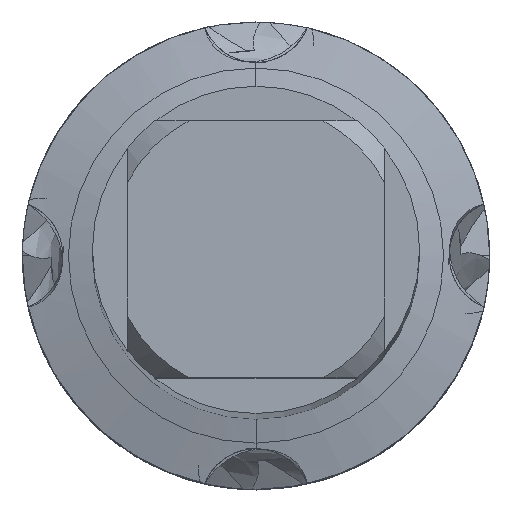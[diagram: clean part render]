
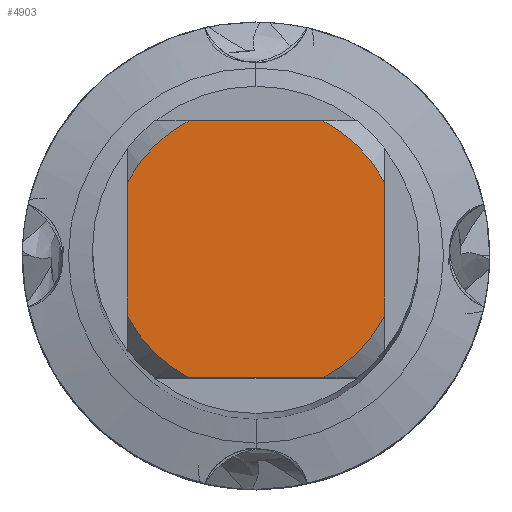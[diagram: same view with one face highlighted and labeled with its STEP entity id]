
A CAD part, top view. The second image highlights one B-rep face of the part: STEP entity #4903.
In plain terms, the highlighted planar face has unit normal (0, 0, 1).
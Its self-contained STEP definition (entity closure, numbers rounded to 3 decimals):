
#1929=VERTEX_POINT('',#5733);
#2233=EDGE_CURVE('',#5443,#4905,#6056,.T.);
#2389=VERTEX_POINT('',#6219);
#2597=EDGE_CURVE('',#2389,#1929,#6450,.T.);
#2819=VERTEX_POINT('',#6697);
#2977=EDGE_CURVE('',#2819,#4905,#6873,.T.);
#3259=VERTEX_POINT('',#7178);
#3783=EDGE_CURVE('',#3259,#1929,#7758,.T.);
#4127=EDGE_CURVE('',#2389,#4909,#8137,.T.);
#4609=EDGE_CURVE('',#3259,#5511,#8656,.T.);
#4903=ADVANCED_FACE('',(#8972),#8973,.T.);
#4905=VERTEX_POINT('',#8975);
#4909=VERTEX_POINT('',#8979);
#4919=EDGE_CURVE('',#2819,#5511,#8992,.T.);
#4979=EDGE_CURVE('',#5443,#4909,#9056,.T.);
#5443=VERTEX_POINT('',#9550);
#5511=VERTEX_POINT('',#9626);
#5733=CARTESIAN_POINT('',(2.75,1.431,0.0));
#6056=LINE('',#10771,#10772);
#6219=CARTESIAN_POINT('',(1.431,2.75,0.0));
#6450=CIRCLE('',#11820,3.1);
#6697=CARTESIAN_POINT('',(-1.431,-2.75,0.0));
#6873=CIRCLE('',#12751,3.1);
#7178=CARTESIAN_POINT('',(2.75,-1.431,0.0));
#7758=LINE('',#15975,#15976);
#8137=LINE('',#16834,#16835);
#8656=CIRCLE('',#18647,3.1);
#8972=FACE_OUTER_BOUND('',#19655,.T.);
#8973=PLANE('',#19656);
#8975=CARTESIAN_POINT('',(-2.75,-1.431,0.0));
#8979=CARTESIAN_POINT('',(-1.431,2.75,0.0));
#8992=LINE('',#19697,#19698);
#9056=CIRCLE('',#19884,3.1);
#9550=CARTESIAN_POINT('',(-2.75,1.431,0.0));
#9626=CARTESIAN_POINT('',(1.431,-2.75,0.0));
#10771=CARTESIAN_POINT('',(-2.75,0.775,0.0));
#10772=VECTOR('',#22504,1.0);
#11820=AXIS2_PLACEMENT_3D('',#22877,#22878,#22879);
#12751=AXIS2_PLACEMENT_3D('',#23368,#23369,#23370);
#15975=CARTESIAN_POINT('',(2.75,0.775,0.0));
#15976=VECTOR('',#24499,1.0);
#16834=CARTESIAN_POINT('',(0.0,2.75,0.0));
#16835=VECTOR('',#24877,1.0);
#18647=AXIS2_PLACEMENT_3D('',#25363,#25364,#25365);
#19655=EDGE_LOOP('',(#25746,#25747,#25748,#25749,#25750,#25751,#25752,#25753));
#19656=AXIS2_PLACEMENT_3D('',#25754,#25755,#25756);
#19697=CARTESIAN_POINT('',(0.0,-2.75,0.0));
#19698=VECTOR('',#25790,1.0);
#19884=AXIS2_PLACEMENT_3D('',#25858,#25859,#25860);
#22504=DIRECTION('',(-0.0,-1.0,0.0));
#22877=CARTESIAN_POINT('',(0.0,0.0,0.0));
#22878=DIRECTION('',(0.0,0.0,-1.0));
#22879=DIRECTION('',(0.0,1.0,0.0));
#23368=CARTESIAN_POINT('',(0.0,0.0,0.0));
#23369=DIRECTION('',(0.0,0.0,-1.0));
#23370=DIRECTION('',(0.0,1.0,0.0));
#24499=DIRECTION('',(-0.0,1.0,0.0));
#24877=DIRECTION('',(-1.0,0.0,0.0));
#25363=CARTESIAN_POINT('',(0.0,0.0,0.0));
#25364=DIRECTION('',(0.0,0.0,-1.0));
#25365=DIRECTION('',(0.0,1.0,0.0));
#25746=ORIENTED_EDGE('',*,*,#2233,.T.);
#25747=ORIENTED_EDGE('',*,*,#2977,.F.);
#25748=ORIENTED_EDGE('',*,*,#4919,.T.);
#25749=ORIENTED_EDGE('',*,*,#4609,.F.);
#25750=ORIENTED_EDGE('',*,*,#3783,.T.);
#25751=ORIENTED_EDGE('',*,*,#2597,.F.);
#25752=ORIENTED_EDGE('',*,*,#4127,.T.);
#25753=ORIENTED_EDGE('',*,*,#4979,.F.);
#25754=CARTESIAN_POINT('',(0.0,1.55,0.0));
#25755=DIRECTION('',(-0.0,0.0,1.0));
#25756=DIRECTION('',(0.0,-1.0,0.0));
#25790=DIRECTION('',(1.0,0.0,0.0));
#25858=CARTESIAN_POINT('',(0.0,0.0,0.0));
#25859=DIRECTION('',(0.0,0.0,-1.0));
#25860=DIRECTION('',(0.0,1.0,0.0));
